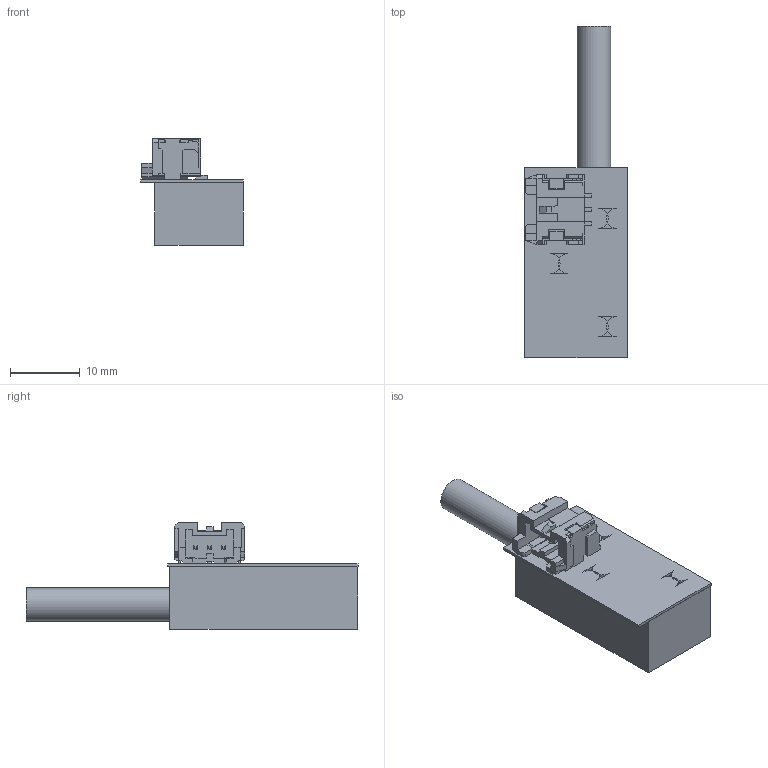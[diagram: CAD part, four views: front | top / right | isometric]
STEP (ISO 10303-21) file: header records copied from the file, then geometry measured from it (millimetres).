
FILE_DESCRIPTION(('Open CASCADE Model'),'2;1');
FILE_NAME('Open CASCADE Shape Model','2019-02-18T22:22:26',('Author'),( 'Open CASCADE'),'Open CASCADE STEP processor 6.8','Open CASCADE 6.8' ,'Unknown');
FILE_SCHEMA(('AUTOMOTIVE_DESIGN { 1 0 10303 214 1 1 1 1 }'));
Length unit declared in the file: millimetre
Products named in the file (12): PCB; Boardife19_Elec_TS_BrakePedal; Open CASCADE STEP translator 6.8 1.1.1; X1ife19_Elec_TS_BrakePedal; 5055780371; Open CASCADE STEP translator 6.8 1.2.1.1; Open CASCADE STEP translator 6.8 1.2.1.2; R1ife19_Elec_TS_BrakePedal; 5785607504; Extruded; 6726754096; Cylinder
Assembly tree (11 placements, depth 4):
  PCB
    Boardife19_Elec_TS_BrakePedal
      Open CASCADE STEP translator 6.8 1.1.1
    X1ife19_Elec_TS_BrakePedal
      5055780371
        Open CASCADE STEP translator 6.8 1.2.1.1
        Open CASCADE STEP translator 6.8 1.2.1.2
    R1ife19_Elec_TS_BrakePedal
      5785607504
        Extruded
      6726754096
        Cylinder
Bounding box: 14.75 x 47.55 x 15.31 mm (x, y, z)
Volume: 3851.6 mm3; surface area: 3173.3 mm2
Topology: 4 solids, 4 shells, 260 faces, 763 edges, 522 vertices
Faces by surface type: plane 241, cylinder 19
Full cylindrical faces by diameter (mm): 4.8 x1
Entity records: 8742 total; most frequent: CARTESIAN_POINT 1557, ORIENTED_EDGE 1494, DIRECTION 1345, EDGE_CURVE 741, LINE 725, VECTOR 725, VERTEX_POINT 478, AXIS2_PLACEMENT_3D 310
